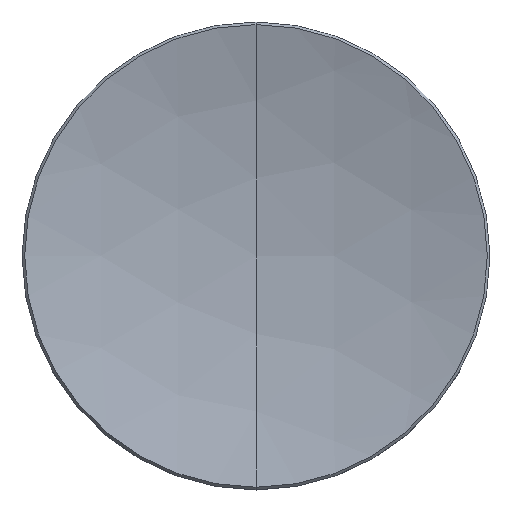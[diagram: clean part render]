
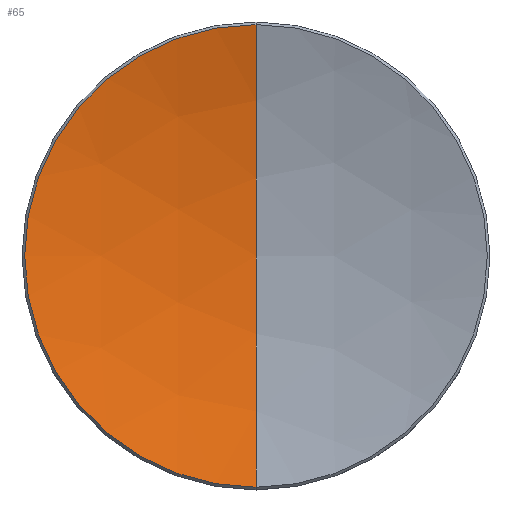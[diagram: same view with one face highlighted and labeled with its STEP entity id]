
A CAD part, top view. The second image highlights one B-rep face of the part: STEP entity #65.
In plain terms, the highlighted spherical face has radius 46 mm.
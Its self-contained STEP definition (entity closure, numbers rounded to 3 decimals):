
#38 = DIRECTION ( 'NONE',  ( 0., 1., 0. ) ) ;
#50 = EDGE_CURVE ( 'NONE', #87, #61, #280, .T. ) ;
#51 = ORIENTED_EDGE ( 'NONE', *, *, #52, .F. ) ;
#52 = EDGE_CURVE ( 'NONE', #61, #71, #274, .T. ) ;
#61 = VERTEX_POINT ( 'NONE', #303 ) ;
#63 = ORIENTED_EDGE ( 'NONE', *, *, #64, .T. ) ;
#64 = EDGE_CURVE ( 'NONE', #87, #71, #302, .T. ) ;
#65 = ADVANCED_FACE ( 'NONE', ( #349 ), #327, .F. ) ;
#70 = ORIENTED_EDGE ( 'NONE', *, *, #50, .F. ) ;
#71 = VERTEX_POINT ( 'NONE', #394 ) ;
#72 = EDGE_LOOP ( 'NONE', ( #70, #63, #51 ) ) ;
#87 = VERTEX_POINT ( 'NONE', #342 ) ;
#270 = DIRECTION ( 'NONE',  ( 0., 0., 1. ) ) ;
#271 = DIRECTION ( 'NONE',  ( -1., 0., 0. ) ) ;
#272 = CARTESIAN_POINT ( 'NONE',  ( 0., 0., 47.75 ) ) ;
#273 = AXIS2_PLACEMENT_3D ( 'NONE', #272, #271, #270 ) ;
#274 = CIRCLE ( 'NONE', #273, 46. ) ;
#276 = DIRECTION ( 'NONE',  ( 0., 1., 0. ) ) ;
#277 = DIRECTION ( 'NONE',  ( 0., 0., -1. ) ) ;
#278 = CARTESIAN_POINT ( 'NONE',  ( 0., 0., 3.498 ) ) ;
#279 = AXIS2_PLACEMENT_3D ( 'NONE', #278, #277, #276 ) ;
#280 = CIRCLE ( 'NONE', #279, 12.559 ) ;
#299 = DIRECTION ( 'NONE',  ( 1., 0., 0. ) ) ;
#300 = CARTESIAN_POINT ( 'NONE',  ( 0., 0., 47.75 ) ) ;
#301 = AXIS2_PLACEMENT_3D ( 'NONE', #300, #299, #38 ) ;
#302 = CIRCLE ( 'NONE', #301, 46. ) ;
#303 = CARTESIAN_POINT ( 'NONE',  ( 0., 12.559, 3.498 ) ) ;
#327 = SPHERICAL_SURFACE ( 'NONE', #393, 46. ) ;
#339 = DIRECTION ( 'NONE',  ( 0., 1., 0. ) ) ;
#340 = DIRECTION ( 'NONE',  ( 1., 0., 0. ) ) ;
#342 = CARTESIAN_POINT ( 'NONE',  ( 0., -12.559, 3.498 ) ) ;
#349 = FACE_OUTER_BOUND ( 'NONE', #72, .T. ) ;
#392 = CARTESIAN_POINT ( 'NONE',  ( 0., 0., 47.75 ) ) ;
#393 = AXIS2_PLACEMENT_3D ( 'NONE', #392, #340, #339 ) ;
#394 = CARTESIAN_POINT ( 'NONE',  ( 0., 0., 1.75 ) ) ;
